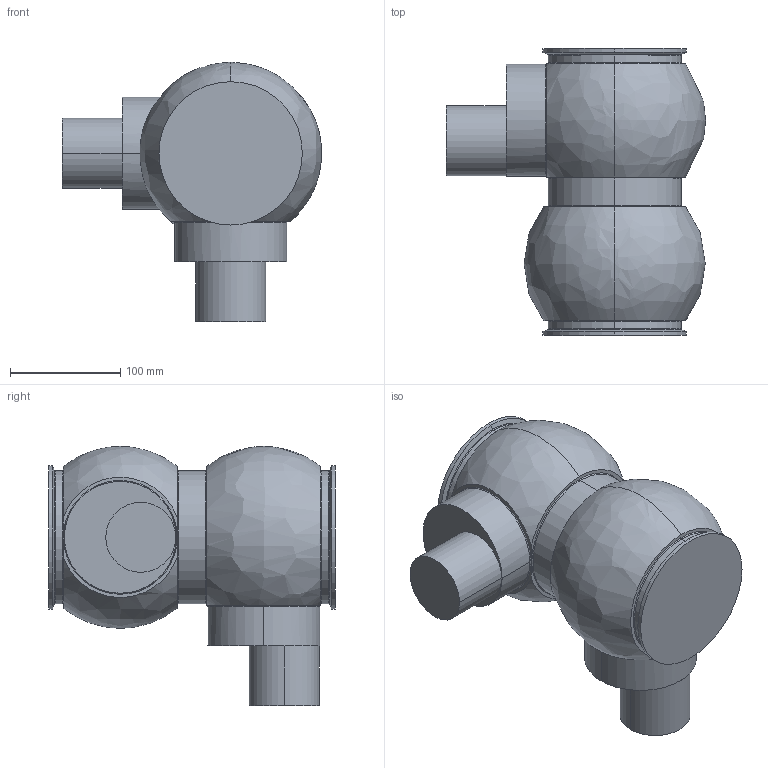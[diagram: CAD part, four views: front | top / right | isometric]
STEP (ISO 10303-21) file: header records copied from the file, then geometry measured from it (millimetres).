
FILE_DESCRIPTION (( 'STEP AP214' ), '1' );
FILE_NAME ('126928.STEP', '2018-05-09T19:29:17', ( '' ), ( '' ), 'SwSTEP 2.0', 'SolidWorks 2014', '' );
FILE_SCHEMA (( 'AUTOMOTIVE_DESIGN' ));
Length unit declared in the file: inch
Products named in the file (1): 126928
Bounding box: 235.33 x 260.53 x 235.33 mm (x, y, z)
Volume: 5214339.4 mm3; surface area: 204819.8 mm2
Topology: 1 solids, 1 shells, 63 faces, 145 edges, 84 vertices
Faces by surface type: bspline 27, cylinder 18, plane 14, cone 4
Entity records: 2983 total; most frequent: CARTESIAN_POINT 1676, ORIENTED_EDGE 278, DIRECTION 254, EDGE_CURVE 139, AXIS2_PLACEMENT_3D 110, VERTEX_POINT 84, CIRCLE 73, EDGE_LOOP 69
